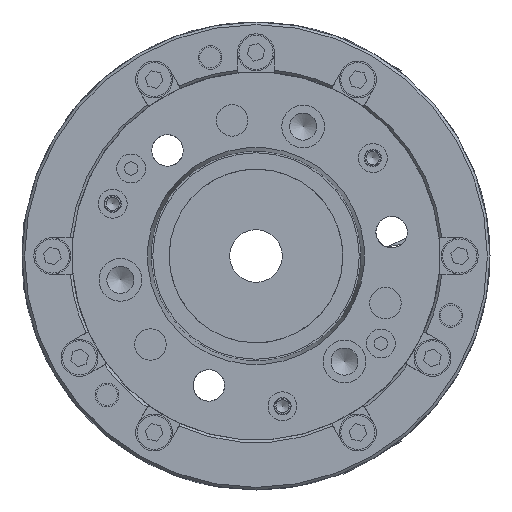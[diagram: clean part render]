
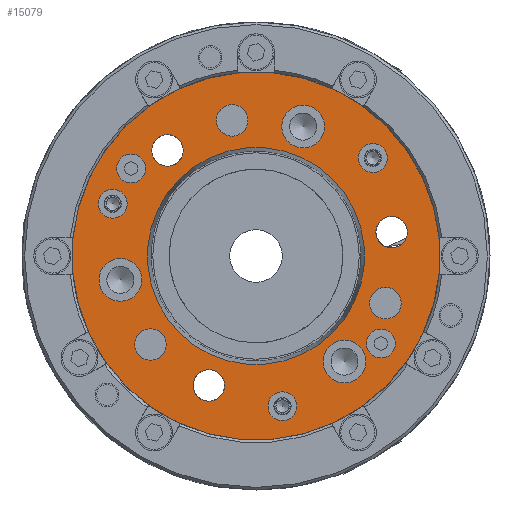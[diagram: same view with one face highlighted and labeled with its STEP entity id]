
A CAD part, left-side view. The second image highlights one B-rep face of the part: STEP entity #15079.
In plain terms, the highlighted planar face has unit normal (-1, 0, 0).
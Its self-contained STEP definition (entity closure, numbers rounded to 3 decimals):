
#4711=ORIENTED_EDGE('',*,*,#6125,.T.);
#4712=ORIENTED_EDGE('',*,*,#6145,.F.);
#4713=ORIENTED_EDGE('',*,*,#6144,.T.);
#4714=ORIENTED_EDGE('',*,*,#6142,.T.);
#4715=ORIENTED_EDGE('',*,*,#6146,.T.);
#4716=ORIENTED_EDGE('',*,*,#6147,.T.);
#4717=ORIENTED_EDGE('',*,*,#6148,.T.);
#4718=ORIENTED_EDGE('',*,*,#6149,.T.);
#4719=ORIENTED_EDGE('',*,*,#6138,.T.);
#4720=ORIENTED_EDGE('',*,*,#6150,.T.);
#4721=ORIENTED_EDGE('',*,*,#6151,.T.);
#4722=ORIENTED_EDGE('',*,*,#6134,.T.);
#4723=ORIENTED_EDGE('',*,*,#6130,.T.);
#4724=ORIENTED_EDGE('',*,*,#6128,.T.);
#4725=ORIENTED_EDGE('',*,*,#6152,.T.);
#4726=ORIENTED_EDGE('',*,*,#6153,.T.);
#6125=EDGE_CURVE('',#7103,#7103,#7530,.T.);
#6128=EDGE_CURVE('',#7107,#7107,#7533,.T.);
#6130=EDGE_CURVE('',#7109,#7109,#7535,.T.);
#6134=EDGE_CURVE('',#7113,#7113,#7539,.T.);
#6138=EDGE_CURVE('',#7117,#7117,#7543,.T.);
#6142=EDGE_CURVE('',#7121,#7121,#7547,.T.);
#6144=EDGE_CURVE('',#7123,#7123,#7549,.T.);
#6145=EDGE_CURVE('',#7124,#7124,#7550,.T.);
#6146=EDGE_CURVE('',#7125,#7125,#7551,.T.);
#6147=EDGE_CURVE('',#7126,#7126,#7552,.T.);
#6148=EDGE_CURVE('',#7127,#7127,#7553,.T.);
#6149=EDGE_CURVE('',#7128,#7128,#7554,.T.);
#6150=EDGE_CURVE('',#7129,#7129,#7555,.T.);
#6151=EDGE_CURVE('',#7130,#7130,#7556,.T.);
#6152=EDGE_CURVE('',#7131,#7131,#7557,.T.);
#6153=EDGE_CURVE('',#7132,#7132,#7558,.T.);
#7103=VERTEX_POINT('',#22193);
#7107=VERTEX_POINT('',#22203);
#7109=VERTEX_POINT('',#22209);
#7113=VERTEX_POINT('',#22220);
#7117=VERTEX_POINT('',#22231);
#7121=VERTEX_POINT('',#22242);
#7123=VERTEX_POINT('',#22247);
#7124=VERTEX_POINT('',#22250);
#7125=VERTEX_POINT('',#22252);
#7126=VERTEX_POINT('',#22254);
#7127=VERTEX_POINT('',#22256);
#7128=VERTEX_POINT('',#22258);
#7129=VERTEX_POINT('',#22260);
#7130=VERTEX_POINT('',#22262);
#7131=VERTEX_POINT('',#22264);
#7132=VERTEX_POINT('',#22266);
#7530=CIRCLE('',#16078,70.);
#7533=CIRCLE('',#16084,8.14);
#7535=CIRCLE('',#16088,5.5);
#7539=CIRCLE('',#16095,5.5);
#7543=CIRCLE('',#16102,5.5);
#7547=CIRCLE('',#16109,6.);
#7549=CIRCLE('',#16112,6.);
#7550=CIRCLE('',#16114,41.279);
#7551=CIRCLE('',#16115,6.);
#7552=CIRCLE('',#16116,6.);
#7553=CIRCLE('',#16117,6.);
#7554=CIRCLE('',#16118,6.);
#7555=CIRCLE('',#16119,5.5);
#7556=CIRCLE('',#16120,5.5);
#7557=CIRCLE('',#16121,8.14);
#7558=CIRCLE('',#16122,8.14);
#8393=EDGE_LOOP('',(#4711));
#8394=EDGE_LOOP('',(#4712));
#8395=EDGE_LOOP('',(#4713));
#8396=EDGE_LOOP('',(#4714));
#8397=EDGE_LOOP('',(#4715));
#8398=EDGE_LOOP('',(#4716));
#8399=EDGE_LOOP('',(#4717));
#8400=EDGE_LOOP('',(#4718));
#8401=EDGE_LOOP('',(#4719));
#8402=EDGE_LOOP('',(#4720));
#8403=EDGE_LOOP('',(#4721));
#8404=EDGE_LOOP('',(#4722));
#8405=EDGE_LOOP('',(#4723));
#8406=EDGE_LOOP('',(#4724));
#8407=EDGE_LOOP('',(#4725));
#8408=EDGE_LOOP('',(#4726));
#9320=FACE_BOUND('',#8393,.T.);
#9321=FACE_BOUND('',#8394,.T.);
#9322=FACE_BOUND('',#8395,.T.);
#9323=FACE_BOUND('',#8396,.T.);
#9324=FACE_BOUND('',#8397,.T.);
#9325=FACE_BOUND('',#8398,.T.);
#9326=FACE_BOUND('',#8399,.T.);
#9327=FACE_BOUND('',#8400,.T.);
#9328=FACE_BOUND('',#8401,.T.);
#9329=FACE_BOUND('',#8402,.T.);
#9330=FACE_BOUND('',#8403,.T.);
#9331=FACE_BOUND('',#8404,.T.);
#9332=FACE_BOUND('',#8405,.T.);
#9333=FACE_BOUND('',#8406,.T.);
#9334=FACE_BOUND('',#8407,.T.);
#9335=FACE_BOUND('',#8408,.T.);
#9886=PLANE('',#16113);
#15079=ADVANCED_FACE('',(#9320,#9321,#9322,#9323,#9324,#9325,#9326,#9327,
#9328,#9329,#9330,#9331,#9332,#9333,#9334,#9335),#9886,.F.);
#16078=AXIS2_PLACEMENT_3D('',#22192,#19005,#19006);
#16084=AXIS2_PLACEMENT_3D('',#22202,#19017,#19018);
#16088=AXIS2_PLACEMENT_3D('',#22208,#19025,#19026);
#16095=AXIS2_PLACEMENT_3D('',#22219,#19039,#19040);
#16102=AXIS2_PLACEMENT_3D('',#22230,#19053,#19054);
#16109=AXIS2_PLACEMENT_3D('',#22241,#19067,#19068);
#16112=AXIS2_PLACEMENT_3D('',#22246,#19073,#19074);
#16113=AXIS2_PLACEMENT_3D('',#22248,#19075,#19076);
#16114=AXIS2_PLACEMENT_3D('',#22249,#19077,#19078);
#16115=AXIS2_PLACEMENT_3D('',#22251,#19079,#19080);
#16116=AXIS2_PLACEMENT_3D('',#22253,#19081,#19082);
#16117=AXIS2_PLACEMENT_3D('',#22255,#19083,#19084);
#16118=AXIS2_PLACEMENT_3D('',#22257,#19085,#19086);
#16119=AXIS2_PLACEMENT_3D('',#22259,#19087,#19088);
#16120=AXIS2_PLACEMENT_3D('',#22261,#19089,#19090);
#16121=AXIS2_PLACEMENT_3D('',#22263,#19091,#19092);
#16122=AXIS2_PLACEMENT_3D('',#22265,#19093,#19094);
#19005=DIRECTION('',(-1.,0.,0.));
#19006=DIRECTION('',(0.,-0.574,0.819));
#19017=DIRECTION('',(1.,0.,0.));
#19018=DIRECTION('',(0.,-0.574,0.819));
#19025=DIRECTION('',(1.,0.,0.));
#19026=DIRECTION('',(0.,-0.574,0.819));
#19039=DIRECTION('',(1.,0.,0.));
#19040=DIRECTION('',(0.,-0.574,0.819));
#19053=DIRECTION('',(1.,0.,0.));
#19054=DIRECTION('',(0.,-0.574,0.819));
#19067=DIRECTION('',(1.,0.,0.));
#19068=DIRECTION('',(0.,0.574,-0.819));
#19073=DIRECTION('',(1.,0.,0.));
#19074=DIRECTION('',(0.,0.574,-0.819));
#19075=DIRECTION('',(1.,0.,0.));
#19076=DIRECTION('',(0.,0.574,-0.819));
#19077=DIRECTION('',(-1.,0.,0.));
#19078=DIRECTION('',(0.,-0.574,0.819));
#19079=DIRECTION('',(1.,0.,0.));
#19080=DIRECTION('',(0.,0.422,0.907));
#19081=DIRECTION('',(1.,0.,0.));
#19082=DIRECTION('',(0.,0.422,0.907));
#19083=DIRECTION('',(1.,0.,0.));
#19084=DIRECTION('',(0.,-0.996,-0.088));
#19085=DIRECTION('',(1.,0.,0.));
#19086=DIRECTION('',(0.,-0.996,-0.088));
#19087=DIRECTION('',(1.,0.,0.));
#19088=DIRECTION('',(0.,-0.422,-0.907));
#19089=DIRECTION('',(1.,0.,0.));
#19090=DIRECTION('',(0.,0.996,0.088));
#19091=DIRECTION('',(1.,0.,0.));
#19092=DIRECTION('',(0.,-0.422,-0.907));
#19093=DIRECTION('',(1.,0.,0.));
#19094=DIRECTION('',(0.,0.996,0.088));
#22192=CARTESIAN_POINT('',(-102.,0.,0.));
#22193=CARTESIAN_POINT('',(-102.,-40.177,57.322));
#22202=CARTESIAN_POINT('',(-102.,-17.941,49.222));
#22203=CARTESIAN_POINT('',(-102.,-22.613,55.888));
#22208=CARTESIAN_POINT('',(-102.,47.495,33.29));
#22209=CARTESIAN_POINT('',(-102.,44.338,37.794));
#22219=CARTESIAN_POINT('',(-102.,-47.495,-33.29));
#22220=CARTESIAN_POINT('',(-102.,-50.652,-28.786));
#22230=CARTESIAN_POINT('',(-102.,-44.448,37.261));
#22231=CARTESIAN_POINT('',(-102.,-47.605,41.765));
#22241=CARTESIAN_POINT('',(-102.,17.941,-49.222));
#22242=CARTESIAN_POINT('',(-102.,21.385,-54.135));
#22246=CARTESIAN_POINT('',(-102.,40.149,-33.657));
#22247=CARTESIAN_POINT('',(-102.,43.593,-38.57));
#22248=CARTESIAN_POINT('',(-102.,-40.177,57.322));
#22249=CARTESIAN_POINT('',(-102.,0.,0.));
#22250=CARTESIAN_POINT('',(-102.,-23.692,33.802));
#22251=CARTESIAN_POINT('',(-102.,33.657,40.149));
#22252=CARTESIAN_POINT('',(-102.,36.19,45.588));
#22253=CARTESIAN_POINT('',(-102.,9.073,51.598));
#22254=CARTESIAN_POINT('',(-102.,11.606,57.037));
#22255=CARTESIAN_POINT('',(-102.,-51.598,9.073));
#22256=CARTESIAN_POINT('',(-102.,-57.575,8.548));
#22257=CARTESIAN_POINT('',(-102.,-49.222,-17.941));
#22258=CARTESIAN_POINT('',(-102.,-55.199,-18.467));
#22259=CARTESIAN_POINT('',(-102.,-10.045,-57.124));
#22260=CARTESIAN_POINT('',(-102.,-12.367,-62.109));
#22261=CARTESIAN_POINT('',(-102.,54.493,19.863));
#22262=CARTESIAN_POINT('',(-102.,59.972,20.345));
#22263=CARTESIAN_POINT('',(-102.,-33.657,-40.149));
#22264=CARTESIAN_POINT('',(-102.,-37.094,-47.528));
#22265=CARTESIAN_POINT('',(-102.,51.598,-9.073));
#22266=CARTESIAN_POINT('',(-102.,59.707,-8.36));
